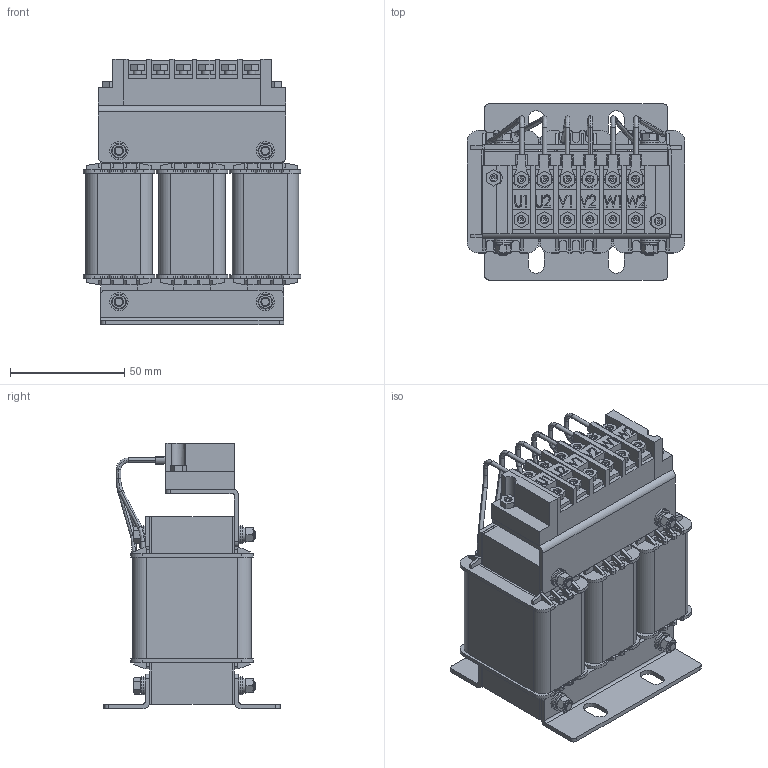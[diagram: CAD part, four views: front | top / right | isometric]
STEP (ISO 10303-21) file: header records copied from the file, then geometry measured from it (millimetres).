
FILE_DESCRIPTION (( 'STEP AP214' ), '1' );
FILE_NAME ('SKS-OCL-0007-CL／4-A0 (2.2kW) .STEP', '2023-12-13T06:43:58', ( 'Windows 用户' ), ( 'Microsoft' ), 'SwSTEP 2.0', 'SolidWorks 2017', '' );
FILE_SCHEMA (( 'AUTOMOTIVE_DESIGN' ));
Length unit declared in the file: millimetre
Products named in the file (1): SKS-OCL-0007-CL／4-A0 (2.2kW) 
Bounding box: 95.28 x 77 x 116 mm (x, y, z)
Surface area: 190060.6 mm2 (no closed solid volume)
Topology: 0 solids, 130 shells, 2259 faces, 5795 edges, 3815 vertices
Faces by surface type: plane 1502, cylinder 555, cone 104, bspline 98
Entity records: 89829 total; most frequent: CARTESIAN_POINT 22796, ORIENTED_EDGE 11566, DIRECTION 10618, EDGE_CURVE 5795, VECTOR 4060, LINE 4060, VERTEX_POINT 3815, AXIS2_PLACEMENT_3D 3279
